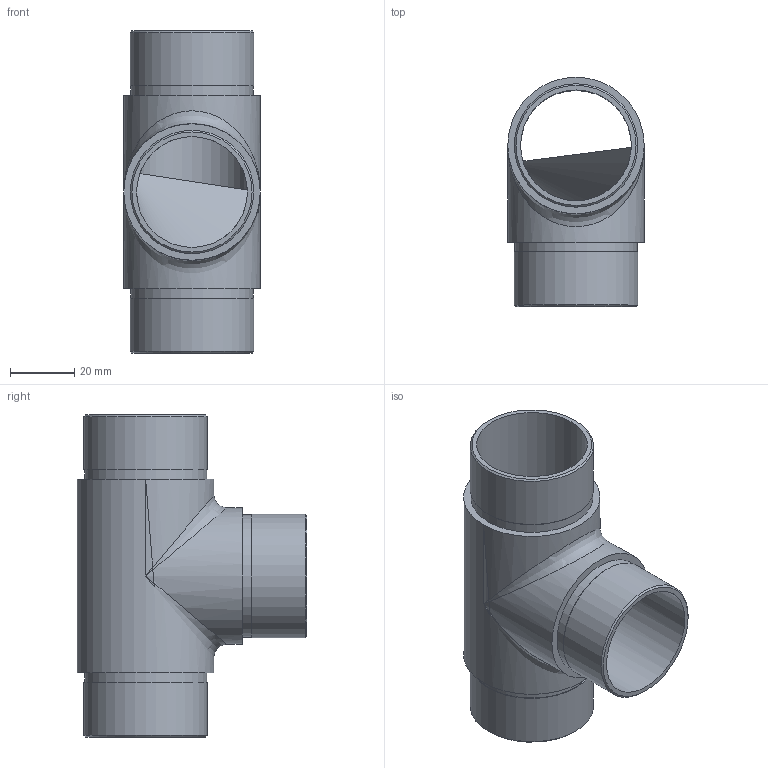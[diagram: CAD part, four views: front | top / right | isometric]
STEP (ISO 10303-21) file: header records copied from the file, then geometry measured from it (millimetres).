
FILE_DESCRIPTION (( 'STEP AP203' ), '1' );
FILE_NAME ('56210-320-V4A.step', '2020-03-02T15:34:15', ( '' ), ( '' ), 'SwSTEP 2.0', 'SolidWorks 2015', '' );
FILE_SCHEMA (( 'CONFIG_CONTROL_DESIGN' ));
Length unit declared in the file: millimetre
Products named in the file (2): 56210-320-V4A
Bounding box: 42.4 x 71.2 x 100 mm (x, y, z)
Volume: 44872.9 mm3; surface area: 30859.3 mm2
Topology: 1 solids, 1 shells, 285 faces, 747 edges, 494 vertices
Faces by surface type: plane 132, bspline 111, cylinder 39, cone 3
Full cylindrical faces by diameter (mm): 34.4 x2, 37.9 x3, 38.3 x3, 42.4 x2
Entity records: 13498 total; most frequent: CARTESIAN_POINT 7225, ORIENTED_EDGE 1446, DIRECTION 916, EDGE_CURVE 723, VERTEX_POINT 489, LINE 342, VECTOR 342, EDGE_LOOP 338
